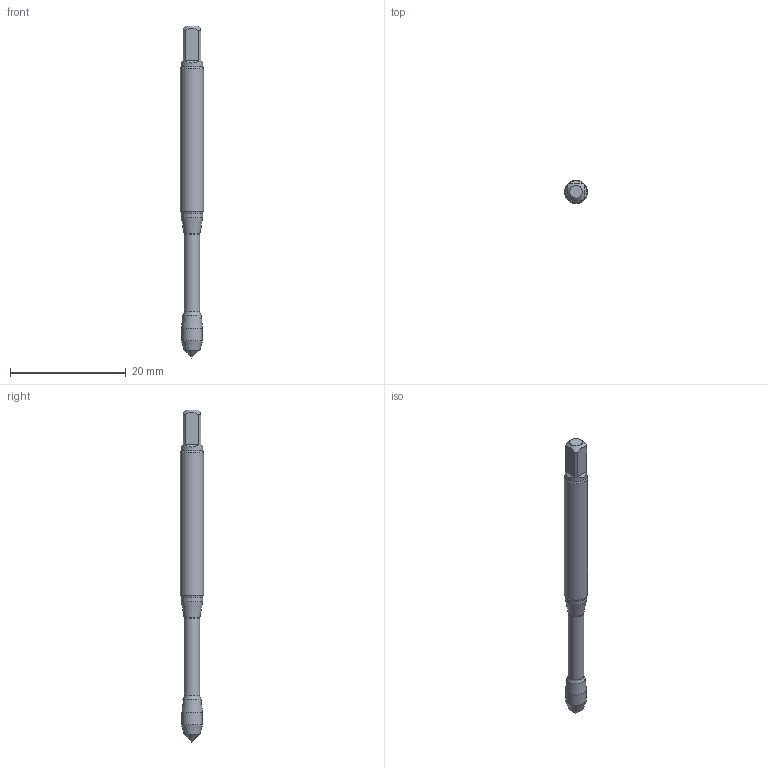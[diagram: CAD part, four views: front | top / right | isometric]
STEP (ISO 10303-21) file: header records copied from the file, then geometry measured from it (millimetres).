
FILE_DESCRIPTION(/* description */ (''),/* implementation_level */ '2;1');
FILE_NAME(/* name */ 'T34-R45H09C03-6-40-22R.stp',/* time_stamp */ '2022-03-15T08:06:37+01:00',/* author */ (''),/* organization */ (''),/* preprocessor_version */ 'ST-DEVELOPER v18.1',/* originating_system */ 'SIEMENS PLM Software NX 2000',/* authorisation */ '');
FILE_SCHEMA (('AUTOMOTIVE_DESIGN { 1 0 10303 214 3 1 1 1 }'));
Length unit declared in the file: millimetre
Products named in the file (1): AGU0754FD3Frx3i
Bounding box: 4 x 4 x 57.35 mm (x, y, z)
Volume: 549.4 mm3; surface area: 649.7 mm2
Topology: 2 solids, 2 shells, 25 faces, 60 edges, 42 vertices
Faces by surface type: plane 11, cylinder 5, cone 5, torus 4
Full cylindrical faces by diameter (mm): 2.7 x1, 3.612 x1, 3.7 x1, 3.8 x1, 4 x1
Entity records: 732 total; most frequent: CARTESIAN_POINT 157, DIRECTION 114, ORIENTED_EDGE 76, AXIS2_PLACEMENT_3D 51, EDGE_LOOP 38, EDGE_CURVE 38, VERTEX_POINT 31, FACE_BOUND 28
